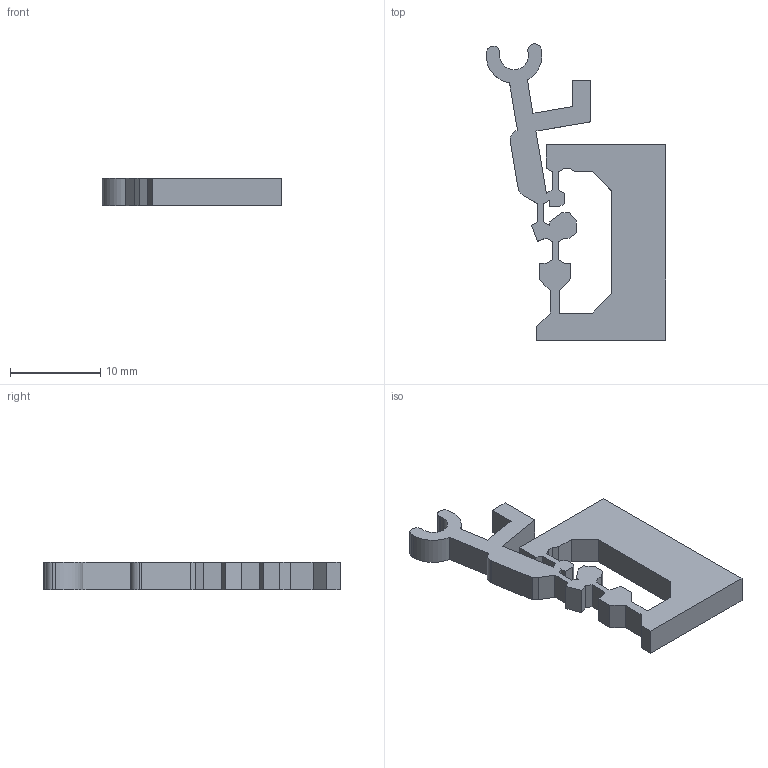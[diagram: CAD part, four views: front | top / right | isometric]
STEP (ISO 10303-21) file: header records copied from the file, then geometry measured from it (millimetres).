
FILE_DESCRIPTION (( 'STEP AP214' ), '1' );
FILE_NAME ('switch-flexures-separate_v2_one-piece-spring-link-oct-15.STEP', '2025-10-27T17:35:39', ( '' ), ( '' ), 'SwSTEP 2.0', 'SolidWorks 2025', '' );
FILE_SCHEMA (( 'AUTOMOTIVE_DESIGN' ));
Length unit declared in the file: millimetre
Products named in the file (1): switch-flexures-separate_v2_one-piece-spring-link-oct-15
Bounding box: 19.88 x 32.78 x 3 mm (x, y, z)
Volume: 823.5 mm3; surface area: 1124.5 mm2
Topology: 1 solids, 1 shells, 75 faces, 219 edges, 146 vertices
Faces by surface type: plane 64, cylinder 11
Entity records: 2482 total; most frequent: CARTESIAN_POINT 441, ORIENTED_EDGE 438, DIRECTION 393, EDGE_CURVE 219, LINE 197, VECTOR 197, VERTEX_POINT 146, AXIS2_PLACEMENT_3D 98
